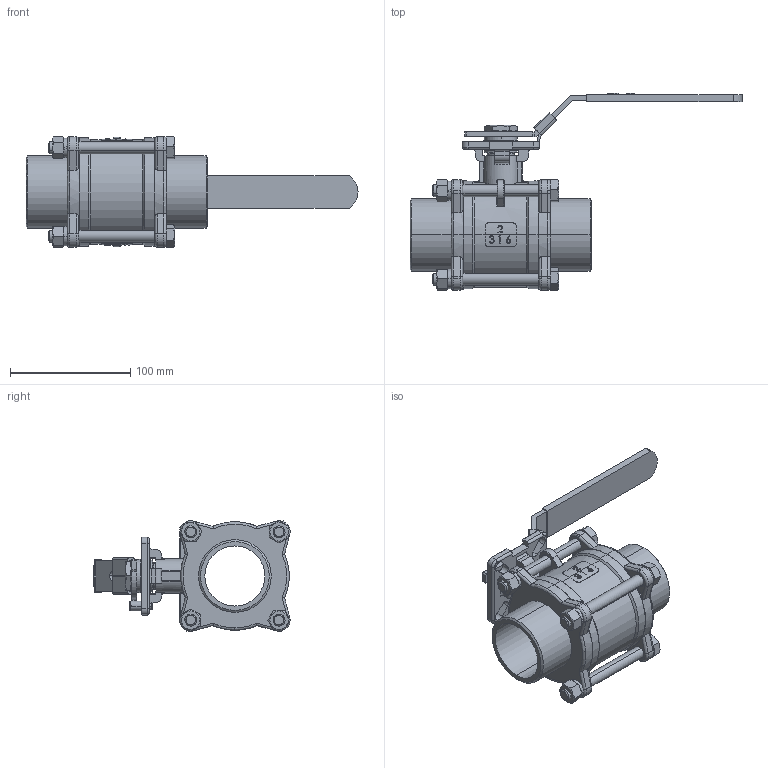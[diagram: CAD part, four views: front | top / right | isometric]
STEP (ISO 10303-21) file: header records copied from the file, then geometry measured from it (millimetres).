
FILE_DESCRIPTION(/* description */ ('Unknown','CAx-IF Rec.Pracs.---Representation and Presentation of Product Manufacturing Information (PMI)---4.0---2014-10-13','CAx-IF Rec.Pracs.---3D Tessellated Geometry---0.4---2014-09-14','2;1'),/* implementation_level */ '2;1');
FILE_NAME(/* name */ '9337-09',/* time_stamp */ '2024-02-13T12:31:49+01:00',/* author */ ('Unknown'),/* organization */ ('Unknown'),/* preprocessor_version */ 'ST-DEVELOPER v18.102',/* originating_system */ 'Solid Edge',/* authorisation */ 'Unknown');
FILE_SCHEMA (('AP242_MANAGED_MODEL_BASED_3D_ENGINEERING_MIM_LF { 1 0 10303 442 1 1 4 }'));
Length unit declared in the file: millimetre
Products named in the file (17): 9337-09; 忒梟杶; 蹟邡; 概裝蹟譫; 蹟譫B_GB_FASTENER_NUT_SNC1 M10-N; 弹簧垫圈B_GB_FASTENER_WASHER_SW 10; 隅弇种; 滅侂え; MV-83HB-G(J)-DN50; 縐赽; 碟型垫圈; 概极; 揤杶; す菜; 忒梟; 概裝; 沓蹋ㄗ奻ㄘ
Assembly tree (28 placements, depth 2):
  9337-09
    忒梟杶
    蹟邡  x4
    概裝蹟譫  x2
    蹟譫B_GB_FASTENER_NUT_SNC1 M10-N  x4
    弹簧垫圈B_GB_FASTENER_WASHER_SW 10  x4
    隅弇种
    滅侂え
    MV-83HB-G(J)-DN50  x2
    縐赽
    碟型垫圈  x2
    概极
    揤杶
    す菜
    忒梟
    概裝
    沓蹋ㄗ奻ㄘ
Bounding box: 276.6 x 164.48 x 92.99 mm (x, y, z)
Volume: 371740.9 mm3; surface area: 176677.7 mm2
Topology: 28 solids, 28 shells, 1070 faces, 2715 edges, 1732 vertices
Faces by surface type: plane 486, cylinder 328, cone 139, bspline 76, torus 41
Entity records: 49277 total; most frequent: CARTESIAN_POINT 28672, ORIENTED_EDGE 4414, DIRECTION 3826, EDGE_CURVE 2207, VERTEX_POINT 1413, AXIS2_PLACEMENT_3D 1375, LINE 1076, VECTOR 1076
